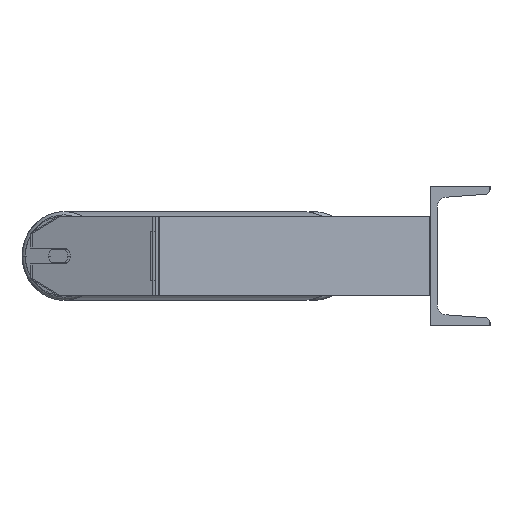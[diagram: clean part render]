
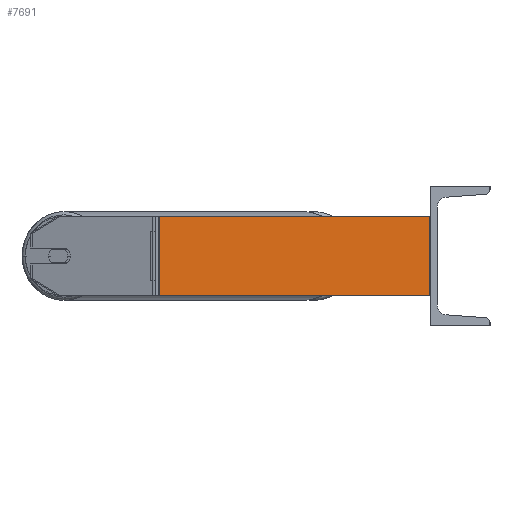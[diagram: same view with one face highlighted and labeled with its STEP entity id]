
A CAD part, left-side view. The second image highlights one B-rep face of the part: STEP entity #7691.
In plain terms, the highlighted planar face has unit normal (-0.996, -0.087, 0).
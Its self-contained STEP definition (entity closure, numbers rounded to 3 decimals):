
#73 = DIRECTION ( 'NONE',  ( -0.087, 0.996, 0. ) ) ;
#76 = ORIENTED_EDGE ( 'NONE', *, *, #7132, .T. ) ;
#209 = EDGE_CURVE ( 'NONE', #1416, #4869, #8867, .T. ) ;
#263 = EDGE_CURVE ( 'NONE', #3892, #4869, #1055, .T. ) ;
#519 = DIRECTION ( 'NONE',  ( 0.087, -0.996, 0. ) ) ;
#625 = CARTESIAN_POINT ( 'NONE',  ( -1085., 0., 40. ) ) ;
#708 = PLANE ( 'NONE',  #4586 ) ;
#1055 = LINE ( 'NONE', #3142, #7232 ) ;
#1103 = CARTESIAN_POINT ( 'NONE',  ( -1085., 0., 40. ) ) ;
#1416 = VERTEX_POINT ( 'NONE', #625 ) ;
#1649 = CARTESIAN_POINT ( 'NONE',  ( -1085., 0., -40. ) ) ;
#1721 = EDGE_CURVE ( 'NONE', #6069, #1416, #2541, .T. ) ;
#2541 = LINE ( 'NONE', #8941, #3101 ) ;
#2739 = ORIENTED_EDGE ( 'NONE', *, *, #1721, .F. ) ;
#2776 = VECTOR ( 'NONE', #8118, 1000. ) ;
#3101 = VECTOR ( 'NONE', #519, 1000. ) ;
#3142 = CARTESIAN_POINT ( 'NONE',  ( -1109.058, 274.984, -40. ) ) ;
#3163 = ORIENTED_EDGE ( 'NONE', *, *, #263, .T. ) ;
#3547 = CARTESIAN_POINT ( 'NONE',  ( -1108.749, 271.45, 40. ) ) ;
#3566 = DIRECTION ( 'NONE',  ( 0.996, 0.087, 0. ) ) ;
#3892 = VERTEX_POINT ( 'NONE', #5623 ) ;
#4340 = ORIENTED_EDGE ( 'NONE', *, *, #209, .F. ) ;
#4586 = AXIS2_PLACEMENT_3D ( 'NONE', #7102, #3566, #73 ) ;
#4869 = VERTEX_POINT ( 'NONE', #1649 ) ;
#5076 = DIRECTION ( 'NONE',  ( 0., 0., -1. ) ) ;
#5291 = CARTESIAN_POINT ( 'NONE',  ( -1108.749, 271.45, 40. ) ) ;
#5587 = FACE_OUTER_BOUND ( 'NONE', #9101, .T. ) ;
#5623 = CARTESIAN_POINT ( 'NONE',  ( -1108.749, 271.45, -40. ) ) ;
#5977 = DIRECTION ( 'NONE',  ( 0.087, -0.996, 0. ) ) ;
#6069 = VERTEX_POINT ( 'NONE', #5291 ) ;
#6537 = LINE ( 'NONE', #3547, #8887 ) ;
#7102 = CARTESIAN_POINT ( 'NONE',  ( -1109.058, 274.984, 40. ) ) ;
#7132 = EDGE_CURVE ( 'NONE', #6069, #3892, #6537, .T. ) ;
#7232 = VECTOR ( 'NONE', #5977, 1000. ) ;
#7691 = ADVANCED_FACE ( 'NONE', ( #5587 ), #708, .F. ) ;
#8118 = DIRECTION ( 'NONE',  ( 0., 0., -1. ) ) ;
#8867 = LINE ( 'NONE', #1103, #2776 ) ;
#8887 = VECTOR ( 'NONE', #5076, 1000. ) ;
#8941 = CARTESIAN_POINT ( 'NONE',  ( -1109.058, 274.984, 40. ) ) ;
#9101 = EDGE_LOOP ( 'NONE', ( #3163, #4340, #2739, #76 ) ) ;
